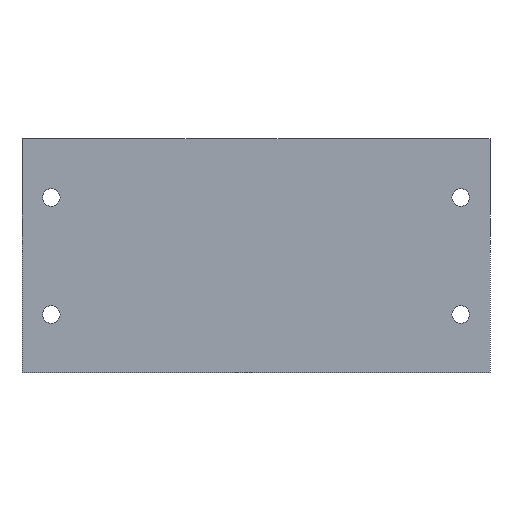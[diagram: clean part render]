
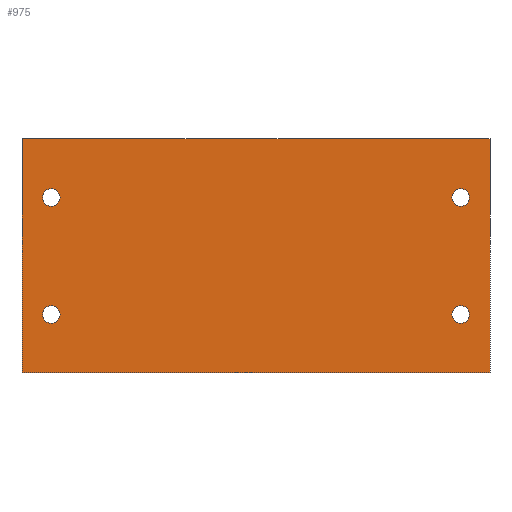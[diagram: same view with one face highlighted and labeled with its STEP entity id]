
A CAD part, front view. The second image highlights one B-rep face of the part: STEP entity #975.
In plain terms, the highlighted planar face has unit normal (0, -1, 0).
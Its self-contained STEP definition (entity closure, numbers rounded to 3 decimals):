
#37 = VECTOR ( 'NONE', #380, 1000. ) ;
#49 = DIRECTION ( 'NONE',  ( -1., 0., 0. ) ) ;
#63 = EDGE_CURVE ( 'NONE', #273, #412, #197, .T. ) ;
#81 = AXIS2_PLACEMENT_3D ( 'NONE', #1105, #93, #820 ) ;
#87 = DIRECTION ( 'NONE',  ( 0., 0., -1. ) ) ;
#88 = DIRECTION ( 'NONE',  ( -1., 0., 0. ) ) ;
#93 = DIRECTION ( 'NONE',  ( 0., 1., 0. ) ) ;
#98 = CARTESIAN_POINT ( 'NONE',  ( -6.5, 0., 30. ) ) ;
#103 = CIRCLE ( 'NONE', #767, 1.5 ) ;
#104 = CARTESIAN_POINT ( 'NONE',  ( 60., 0., 0. ) ) ;
#121 = VERTEX_POINT ( 'NONE', #207 ) ;
#142 = CARTESIAN_POINT ( 'NONE',  ( -5., 0., 30. ) ) ;
#143 = DIRECTION ( 'NONE',  ( 0., 1., 0. ) ) ;
#144 = EDGE_CURVE ( 'NONE', #1028, #412, #822, .T. ) ;
#153 = EDGE_LOOP ( 'NONE', ( #440, #1150, #1123, #1101 ) ) ;
#154 = CARTESIAN_POINT ( 'NONE',  ( 66.5, 0., 10. ) ) ;
#164 = VERTEX_POINT ( 'NONE', #1012 ) ;
#197 = LINE ( 'NONE', #104, #37 ) ;
#198 = CARTESIAN_POINT ( 'NONE',  ( 70., 0., 40. ) ) ;
#201 = CARTESIAN_POINT ( 'NONE',  ( 65., 0., 10. ) ) ;
#205 = LINE ( 'NONE', #650, #372 ) ;
#207 = CARTESIAN_POINT ( 'NONE',  ( -6.5, 0., 10. ) ) ;
#211 = DIRECTION ( 'NONE',  ( -1., 0., 0. ) ) ;
#236 = AXIS2_PLACEMENT_3D ( 'NONE', #371, #723, #556 ) ;
#239 = DIRECTION ( 'NONE',  ( 1., 0., 0. ) ) ;
#241 = EDGE_CURVE ( 'NONE', #1134, #898, #422, .T. ) ;
#248 = EDGE_LOOP ( 'NONE', ( #632, #722 ) ) ;
#264 = VERTEX_POINT ( 'NONE', #693 ) ;
#273 = VERTEX_POINT ( 'NONE', #1121 ) ;
#284 = DIRECTION ( 'NONE',  ( -1., 0., 0. ) ) ;
#297 = DIRECTION ( 'NONE',  ( -1., 0., 0. ) ) ;
#308 = CARTESIAN_POINT ( 'NONE',  ( 65., 0., 30. ) ) ;
#319 = DIRECTION ( 'NONE',  ( 0., 1., 0. ) ) ;
#350 = CIRCLE ( 'NONE', #673, 1.5 ) ;
#359 = PLANE ( 'NONE',  #81 ) ;
#364 = FACE_OUTER_BOUND ( 'NONE', #153, .T. ) ;
#371 = CARTESIAN_POINT ( 'NONE',  ( 65., 0., 30. ) ) ;
#372 = VECTOR ( 'NONE', #87, 1000. ) ;
#380 = DIRECTION ( 'NONE',  ( 1., 0., 0. ) ) ;
#387 = DIRECTION ( 'NONE',  ( 0., 1., 0. ) ) ;
#390 = CIRCLE ( 'NONE', #638, 1.5 ) ;
#409 = CARTESIAN_POINT ( 'NONE',  ( -3.5, 0., 30. ) ) ;
#412 = VERTEX_POINT ( 'NONE', #720 ) ;
#422 = CIRCLE ( 'NONE', #1091, 1.5 ) ;
#437 = ORIENTED_EDGE ( 'NONE', *, *, #739, .T. ) ;
#440 = ORIENTED_EDGE ( 'NONE', *, *, #63, .T. ) ;
#451 = VERTEX_POINT ( 'NONE', #793 ) ;
#454 = CARTESIAN_POINT ( 'NONE',  ( 63.5, 0., 30. ) ) ;
#479 = DIRECTION ( 'NONE',  ( -1., 0., 0. ) ) ;
#480 = CIRCLE ( 'NONE', #236, 1.5 ) ;
#487 = EDGE_LOOP ( 'NONE', ( #731, #1140 ) ) ;
#496 = VECTOR ( 'NONE', #239, 1000. ) ;
#501 = DIRECTION ( 'NONE',  ( 0., 1., 0. ) ) ;
#513 = EDGE_CURVE ( 'NONE', #898, #1134, #350, .T. ) ;
#517 = AXIS2_PLACEMENT_3D ( 'NONE', #930, #545, #88 ) ;
#519 = AXIS2_PLACEMENT_3D ( 'NONE', #1026, #959, #211 ) ;
#538 = VERTEX_POINT ( 'NONE', #454 ) ;
#545 = DIRECTION ( 'NONE',  ( 0., 1., 0. ) ) ;
#556 = DIRECTION ( 'NONE',  ( -1., 0., 0. ) ) ;
#591 = EDGE_LOOP ( 'NONE', ( #913, #437 ) ) ;
#607 = CARTESIAN_POINT ( 'NONE',  ( 0., 0., 40. ) ) ;
#611 = EDGE_CURVE ( 'NONE', #1004, #1081, #939, .T. ) ;
#632 = ORIENTED_EDGE ( 'NONE', *, *, #241, .T. ) ;
#638 = AXIS2_PLACEMENT_3D ( 'NONE', #308, #319, #954 ) ;
#650 = CARTESIAN_POINT ( 'NONE',  ( -10., 0., 40. ) ) ;
#673 = AXIS2_PLACEMENT_3D ( 'NONE', #201, #835, #284 ) ;
#693 = CARTESIAN_POINT ( 'NONE',  ( -10., 0., 40. ) ) ;
#720 = CARTESIAN_POINT ( 'NONE',  ( 70., 0., 0. ) ) ;
#722 = ORIENTED_EDGE ( 'NONE', *, *, #513, .T. ) ;
#723 = DIRECTION ( 'NONE',  ( 0., 1., 0. ) ) ;
#730 = EDGE_CURVE ( 'NONE', #451, #121, #1051, .T. ) ;
#731 = ORIENTED_EDGE ( 'NONE', *, *, #1135, .T. ) ;
#739 = EDGE_CURVE ( 'NONE', #1081, #1004, #940, .T. ) ;
#744 = FACE_BOUND ( 'NONE', #591, .T. ) ;
#767 = AXIS2_PLACEMENT_3D ( 'NONE', #1029, #387, #297 ) ;
#774 = ORIENTED_EDGE ( 'NONE', *, *, #1003, .T. ) ;
#777 = EDGE_LOOP ( 'NONE', ( #774, #780 ) ) ;
#780 = ORIENTED_EDGE ( 'NONE', *, *, #1069, .T. ) ;
#793 = CARTESIAN_POINT ( 'NONE',  ( -3.5, 0., 10. ) ) ;
#813 = FACE_BOUND ( 'NONE', #248, .T. ) ;
#820 = DIRECTION ( 'NONE',  ( 0., 0., 1. ) ) ;
#822 = LINE ( 'NONE', #1102, #1168 ) ;
#835 = DIRECTION ( 'NONE',  ( 0., 1., 0. ) ) ;
#846 = CARTESIAN_POINT ( 'NONE',  ( 63.5, 0., 10. ) ) ;
#872 = CARTESIAN_POINT ( 'NONE',  ( 65., 0., 10. ) ) ;
#890 = EDGE_CURVE ( 'NONE', #264, #1028, #1053, .T. ) ;
#898 = VERTEX_POINT ( 'NONE', #154 ) ;
#907 = EDGE_CURVE ( 'NONE', #264, #273, #205, .T. ) ;
#913 = ORIENTED_EDGE ( 'NONE', *, *, #611, .T. ) ;
#919 = FACE_BOUND ( 'NONE', #487, .T. ) ;
#930 = CARTESIAN_POINT ( 'NONE',  ( -5., 0., 30. ) ) ;
#939 = CIRCLE ( 'NONE', #517, 1.5 ) ;
#940 = CIRCLE ( 'NONE', #1020, 1.5 ) ;
#954 = DIRECTION ( 'NONE',  ( -1., 0., 0. ) ) ;
#959 = DIRECTION ( 'NONE',  ( 0., 1., 0. ) ) ;
#975 = ADVANCED_FACE ( 'NONE', ( #744, #1090, #813, #919, #364 ), #359, .F. ) ;
#1003 = EDGE_CURVE ( 'NONE', #538, #164, #480, .T. ) ;
#1004 = VERTEX_POINT ( 'NONE', #98 ) ;
#1012 = CARTESIAN_POINT ( 'NONE',  ( 66.5, 0., 30. ) ) ;
#1020 = AXIS2_PLACEMENT_3D ( 'NONE', #142, #501, #479 ) ;
#1026 = CARTESIAN_POINT ( 'NONE',  ( -5., 0., 10. ) ) ;
#1028 = VERTEX_POINT ( 'NONE', #198 ) ;
#1029 = CARTESIAN_POINT ( 'NONE',  ( -5., 0., 10. ) ) ;
#1051 = CIRCLE ( 'NONE', #519, 1.5 ) ;
#1053 = LINE ( 'NONE', #607, #496 ) ;
#1069 = EDGE_CURVE ( 'NONE', #164, #538, #390, .T. ) ;
#1081 = VERTEX_POINT ( 'NONE', #409 ) ;
#1090 = FACE_BOUND ( 'NONE', #777, .T. ) ;
#1091 = AXIS2_PLACEMENT_3D ( 'NONE', #872, #143, #49 ) ;
#1101 = ORIENTED_EDGE ( 'NONE', *, *, #907, .T. ) ;
#1102 = CARTESIAN_POINT ( 'NONE',  ( 70., 0., 40. ) ) ;
#1105 = CARTESIAN_POINT ( 'NONE',  ( 60., 0., 40. ) ) ;
#1121 = CARTESIAN_POINT ( 'NONE',  ( -10., 0., 0. ) ) ;
#1123 = ORIENTED_EDGE ( 'NONE', *, *, #890, .F. ) ;
#1134 = VERTEX_POINT ( 'NONE', #846 ) ;
#1135 = EDGE_CURVE ( 'NONE', #121, #451, #103, .T. ) ;
#1140 = ORIENTED_EDGE ( 'NONE', *, *, #730, .T. ) ;
#1150 = ORIENTED_EDGE ( 'NONE', *, *, #144, .F. ) ;
#1168 = VECTOR ( 'NONE', #1186, 1000. ) ;
#1186 = DIRECTION ( 'NONE',  ( 0., 0., -1. ) ) ;
